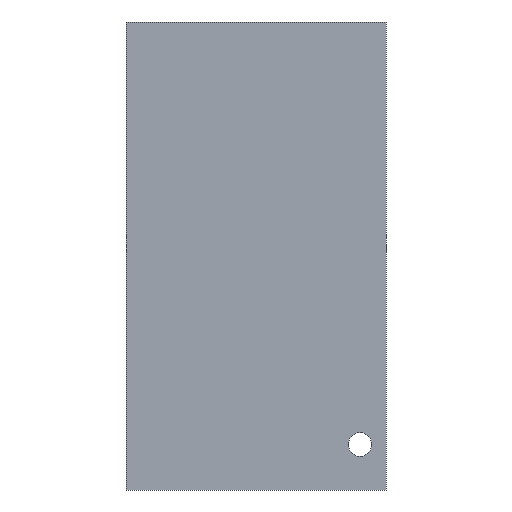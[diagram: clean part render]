
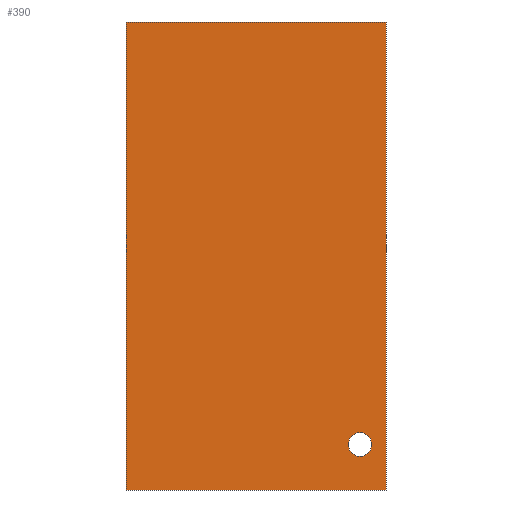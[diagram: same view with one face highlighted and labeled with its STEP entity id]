
A CAD part, front view. The second image highlights one B-rep face of the part: STEP entity #390.
In plain terms, the highlighted planar face has unit normal (0, -1, 0).
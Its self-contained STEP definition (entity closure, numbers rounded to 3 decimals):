
#14=CARTESIAN_POINT('',(4.,0.,-7.25));
#15=DIRECTION('',(0.,-1.,0.));
#16=DIRECTION('',(1.,0.,0.));
#17=AXIS2_PLACEMENT_3D('',#14,#15,#16);
#23=CARTESIAN_POINT('',(4.,0.,-7.25));
#24=DIRECTION('',(0.,-1.,0.));
#25=DIRECTION('',(-1.,0.,0.));
#26=AXIS2_PLACEMENT_3D('',#23,#24,#25);
#31=DIRECTION('',(1.,0.,0.));
#32=VECTOR('',#31,10.);
#33=CARTESIAN_POINT('',(-5.,0.,9.));
#34=LINE('',#33,#32);
#38=DIRECTION('',(0.,0.,-1.));
#39=VECTOR('',#38,18.);
#40=CARTESIAN_POINT('',(5.,0.,9.));
#41=LINE('',#40,#39);
#45=DIRECTION('',(-1.,0.,0.));
#46=VECTOR('',#45,10.);
#47=CARTESIAN_POINT('',(5.,0.,-9.));
#48=LINE('',#47,#46);
#52=DIRECTION('',(0.,0.,1.));
#53=VECTOR('',#52,18.);
#54=CARTESIAN_POINT('',(-5.,0.,-9.));
#55=LINE('',#54,#53);
#313=CARTESIAN_POINT('',(4.45,0.,-7.25));
#314=CARTESIAN_POINT('',(3.55,0.,-7.25));
#315=VERTEX_POINT('',#313);
#316=VERTEX_POINT('',#314);
#317=CARTESIAN_POINT('',(-5.,0.,9.));
#318=CARTESIAN_POINT('',(5.,0.,9.));
#319=VERTEX_POINT('',#317);
#320=VERTEX_POINT('',#318);
#321=CARTESIAN_POINT('',(5.,0.,-9.));
#322=VERTEX_POINT('',#321);
#323=CARTESIAN_POINT('',(-5.,0.,-9.));
#324=VERTEX_POINT('',#323);
#369=CARTESIAN_POINT('',(0.,0.,0.));
#370=DIRECTION('',(0.,1.,0.));
#371=DIRECTION('',(1.,0.,0.));
#372=AXIS2_PLACEMENT_3D('',#369,#370,#371);
#373=PLANE('',#372);
#375=ORIENTED_EDGE('',*,*,#374,.T.);
#377=ORIENTED_EDGE('',*,*,#376,.T.);
#379=ORIENTED_EDGE('',*,*,#378,.T.);
#381=ORIENTED_EDGE('',*,*,#380,.T.);
#382=EDGE_LOOP('',(#375,#377,#379,#381));
#383=FACE_OUTER_BOUND('',#382,.F.);
#385=ORIENTED_EDGE('',*,*,#384,.T.);
#387=ORIENTED_EDGE('',*,*,#386,.T.);
#388=EDGE_LOOP('',(#385,#387));
#389=FACE_BOUND('',#388,.F.);
#390=ADVANCED_FACE('',(#383,#389),#373,.F.);
#18=CIRCLE('',#17,0.45);
#27=CIRCLE('',#26,0.45);
#374=EDGE_CURVE('',#319,#320,#34,.T.);
#376=EDGE_CURVE('',#320,#322,#41,.T.);
#378=EDGE_CURVE('',#322,#324,#48,.T.);
#380=EDGE_CURVE('',#324,#319,#55,.T.);
#384=EDGE_CURVE('',#315,#316,#18,.T.);
#386=EDGE_CURVE('',#316,#315,#27,.T.);
